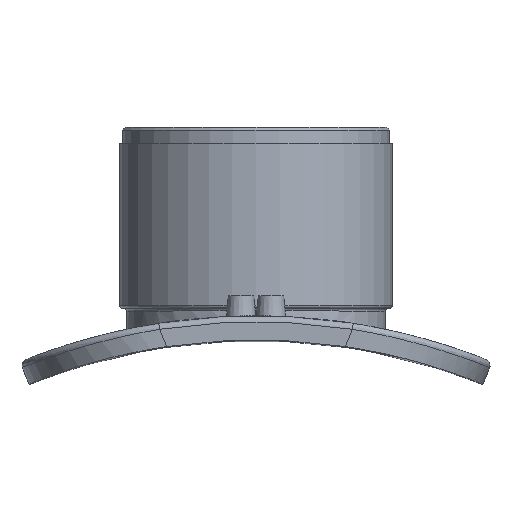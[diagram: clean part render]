
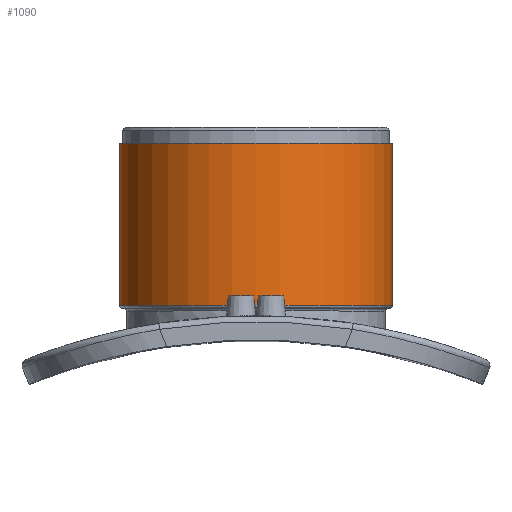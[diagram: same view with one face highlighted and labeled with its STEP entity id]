
A CAD part, top view. The second image highlights one B-rep face of the part: STEP entity #1090.
In plain terms, the highlighted cylindrical face has radius 80 mm (diameter 160 mm), a full revolution.
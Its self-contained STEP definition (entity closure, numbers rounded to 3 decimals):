
#51=FACE_BOUND('',#352,.T.);
#109=CIRCLE('',#1204,80.);
#111=CIRCLE('',#1208,80.);
#195=CYLINDRICAL_SURFACE('',#1207,80.);
#262=FACE_OUTER_BOUND('',#351,.T.);
#351=EDGE_LOOP('',(#965));
#352=EDGE_LOOP('',(#966));
#552=VERTEX_POINT('',#2890);
#554=VERTEX_POINT('',#2896);
#700=EDGE_CURVE('',#552,#552,#109,.T.);
#702=EDGE_CURVE('',#554,#554,#111,.T.);
#965=ORIENTED_EDGE('',*,*,#702,.F.);
#966=ORIENTED_EDGE('',*,*,#700,.F.);
#1090=ADVANCED_FACE('',(#262,#51),#195,.T.);
#1204=AXIS2_PLACEMENT_3D('',#2891,#1472,#1473);
#1207=AXIS2_PLACEMENT_3D('',#2895,#1478,#1479);
#1208=AXIS2_PLACEMENT_3D('',#2897,#1480,#1481);
#1472=DIRECTION('center_axis',(0.,-1.,0.));
#1473=DIRECTION('ref_axis',(0.,0.,-1.));
#1478=DIRECTION('center_axis',(0.,1.,0.));
#1479=DIRECTION('ref_axis',(0.,0.,1.));
#1480=DIRECTION('center_axis',(0.,1.,0.));
#1481=DIRECTION('ref_axis',(1.,0.,0.));
#2890=CARTESIAN_POINT('',(0.,375.35,80.));
#2891=CARTESIAN_POINT('Origin',(0.,375.35,0.));
#2895=CARTESIAN_POINT('Origin',(0.,422.188,0.));
#2896=CARTESIAN_POINT('',(0.,470.625,80.));
#2897=CARTESIAN_POINT('Origin',(0.,470.625,0.));
